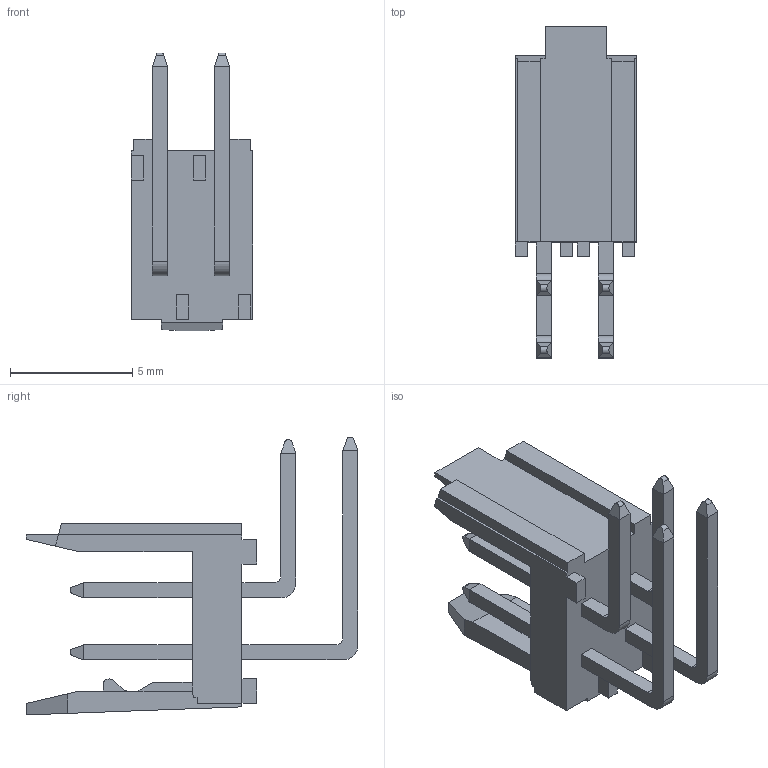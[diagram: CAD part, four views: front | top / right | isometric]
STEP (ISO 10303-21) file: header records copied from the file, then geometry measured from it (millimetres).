
FILE_DESCRIPTION(/* description */ ('STEP AP242'),/* implementation_level */ '2;1');
FILE_NAME(/* name */ '76383402lf.stp',/* time_stamp */ '2021-05-21T21:16:09+03:00',/* author */ ('Andrei'),/* organization */ ('TraceParts S.A.'),/* preprocessor_version */ 'ST-DEVELOPER v18',/* originating_system */ 'Autodesk Inventor 2020',/* authorisation */ ' ');
FILE_SCHEMA (('AUTOMOTIVE_DESIGN { 1 0 10303 214 3 1 1 }'));
Length unit declared in the file: millimetre
Products named in the file (1): 76383402lf
Bounding box: 4.99 x 13.59 x 11.38 mm (x, y, z)
Volume: 134.7 mm3; surface area: 400.7 mm2
Topology: 1 solids, 1 shells, 153 faces, 386 edges, 246 vertices
Faces by surface type: plane 134, cylinder 19
Entity records: 4598 total; most frequent: CARTESIAN_POINT 786, ORIENTED_EDGE 772, DIRECTION 732, EDGE_CURVE 386, LINE 348, VECTOR 348, VERTEX_POINT 246, AXIS2_PLACEMENT_3D 192
